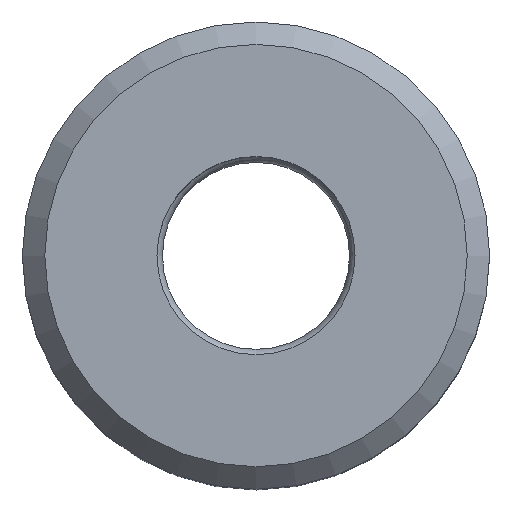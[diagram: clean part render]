
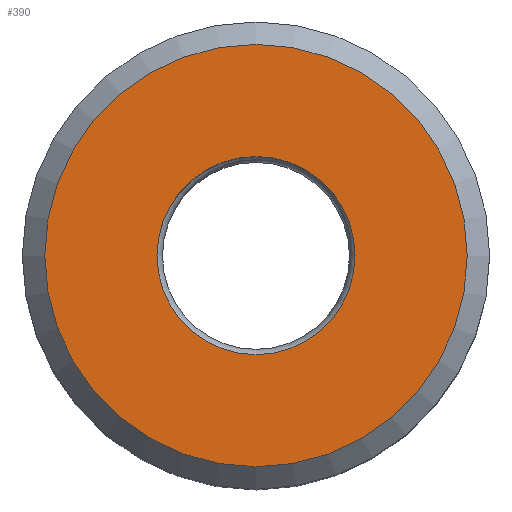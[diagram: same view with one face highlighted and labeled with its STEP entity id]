
A CAD part, top view. The second image highlights one B-rep face of the part: STEP entity #390.
In plain terms, the highlighted planar face has unit normal (0, 0, 1).
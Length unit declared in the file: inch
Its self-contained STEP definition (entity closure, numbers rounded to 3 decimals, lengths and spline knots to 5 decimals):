
#32=PLANE('',#463);
#54=FACE_BOUND('',#136,.T.);
#86=FACE_OUTER_BOUND('',#135,.T.);
#135=EDGE_LOOP('',(#295));
#136=EDGE_LOOP('',(#296));
#181=CIRCLE('',#460,0.2825);
#183=CIRCLE('',#464,0.1325);
#213=VERTEX_POINT('',#671);
#215=VERTEX_POINT('',#677);
#245=EDGE_CURVE('',#213,#213,#181,.T.);
#247=EDGE_CURVE('',#215,#215,#183,.T.);
#295=ORIENTED_EDGE('',*,*,#245,.F.);
#296=ORIENTED_EDGE('',*,*,#247,.T.);
#390=ADVANCED_FACE('',(#86,#54),#32,.T.);
#460=AXIS2_PLACEMENT_3D('',#672,#558,#559);
#463=AXIS2_PLACEMENT_3D('',#676,#564,#565);
#464=AXIS2_PLACEMENT_3D('',#678,#566,#567);
#558=DIRECTION('center_axis',(0.,0.,-1.));
#559=DIRECTION('ref_axis',(-1.,0.,0.));
#564=DIRECTION('center_axis',(0.,0.,1.));
#565=DIRECTION('ref_axis',(-1.,0.,0.));
#566=DIRECTION('center_axis',(0.,0.,-1.));
#567=DIRECTION('ref_axis',(1.,0.,0.));
#671=CARTESIAN_POINT('',(0.2825,0.,1.317));
#672=CARTESIAN_POINT('Origin',(0.,0.,1.317));
#676=CARTESIAN_POINT('Origin',(0.,0.,1.317));
#677=CARTESIAN_POINT('',(-0.1325,0.,1.317));
#678=CARTESIAN_POINT('Origin',(0.,0.,1.317));
